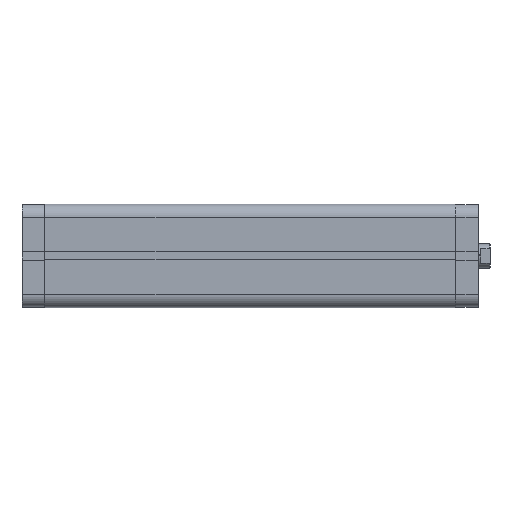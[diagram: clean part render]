
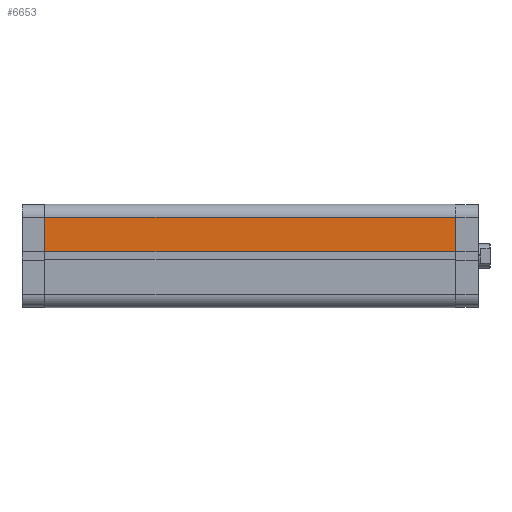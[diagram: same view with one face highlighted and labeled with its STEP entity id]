
A CAD part, top view. The second image highlights one B-rep face of the part: STEP entity #6653.
In plain terms, the highlighted face is planar.
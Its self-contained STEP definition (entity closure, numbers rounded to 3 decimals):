
#117 = EDGE_LOOP ( 'NONE', ( #6381, #6407, #6390, #6389 ) ) ;
#1370 = VERTEX_POINT ( 'NONE', #4468 ) ;
#1371 = VERTEX_POINT ( 'NONE', #4469 ) ;
#1374 = VERTEX_POINT ( 'NONE', #4472 ) ;
#1378 = VERTEX_POINT ( 'NONE', #4476 ) ;
#1738 = CARTESIAN_POINT ( 'NONE',  ( 33.5, 2.6, 266.5 ) ) ;
#1739 = DIRECTION ( 'NONE',  ( 0., 0., -1. ) ) ;
#1751 = CARTESIAN_POINT ( 'NONE',  ( 33.5, -73.841, 266.5 ) ) ;
#1752 = DIRECTION ( 'NONE',  ( 0., -1., 0. ) ) ;
#1765 = CARTESIAN_POINT ( 'NONE',  ( 33.5, -73.841, 0. ) ) ;
#1766 = DIRECTION ( 'NONE',  ( 0., -1., 0. ) ) ;
#1767 = CARTESIAN_POINT ( 'NONE',  ( 33.5, 25., 266.5 ) ) ;
#1768 = DIRECTION ( 'NONE',  ( 0., 0., -1. ) ) ;
#3088 = CARTESIAN_POINT ( 'NONE',  ( 33.5, -73.841, 266.5 ) ) ;
#3089 = PLANE ( 'NONE',  #4097 ) ;
#3091 = DIRECTION ( 'NONE',  ( 1., 0., 0. ) ) ;
#3092 = DIRECTION ( 'NONE',  ( 0., 1., 0. ) ) ;
#3584 = EDGE_CURVE ( 'NONE', #1371, #1374, #5684, .T. ) ;
#3590 = EDGE_CURVE ( 'NONE', #1370, #1371, #5696, .T. ) ;
#3597 = EDGE_CURVE ( 'NONE', #1378, #1374, #5709, .T. ) ;
#3598 = EDGE_CURVE ( 'NONE', #1370, #1378, #5711, .T. ) ;
#4097 = AXIS2_PLACEMENT_3D ( 'NONE', #3088, #3091, #3092 ) ;
#4468 = CARTESIAN_POINT ( 'NONE',  ( 33.5, 25., 266.5 ) ) ;
#4469 = CARTESIAN_POINT ( 'NONE',  ( 33.5, 2.6, 266.5 ) ) ;
#4472 = CARTESIAN_POINT ( 'NONE',  ( 33.5, 2.6, 0. ) ) ;
#4476 = CARTESIAN_POINT ( 'NONE',  ( 33.5, 25., 0. ) ) ;
#5684 = LINE ( 'NONE', #1738, #5685 ) ;
#5685 = VECTOR ( 'NONE', #1739, 1000. ) ;
#5696 = LINE ( 'NONE', #1751, #5697 ) ;
#5697 = VECTOR ( 'NONE', #1752, 1000. ) ;
#5709 = LINE ( 'NONE', #1765, #5710 ) ;
#5710 = VECTOR ( 'NONE', #1766, 1000. ) ;
#5711 = LINE ( 'NONE', #1767, #5712 ) ;
#5712 = VECTOR ( 'NONE', #1768, 1000. ) ;
#6304 = FACE_OUTER_BOUND ( 'NONE', #117, .T. ) ;
#6381 = ORIENTED_EDGE ( 'NONE', *, *, #3597, .F. ) ;
#6389 = ORIENTED_EDGE ( 'NONE', *, *, #3584, .T. ) ;
#6390 = ORIENTED_EDGE ( 'NONE', *, *, #3590, .T. ) ;
#6407 = ORIENTED_EDGE ( 'NONE', *, *, #3598, .F. ) ;
#6653 = ADVANCED_FACE ( 'NONE', ( #6304 ), #3089, .T. ) ;
